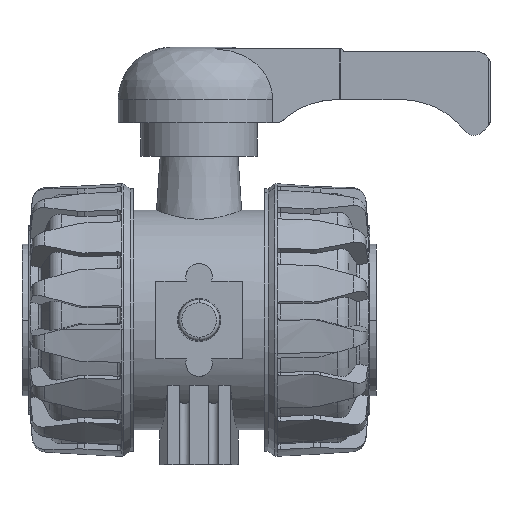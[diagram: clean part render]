
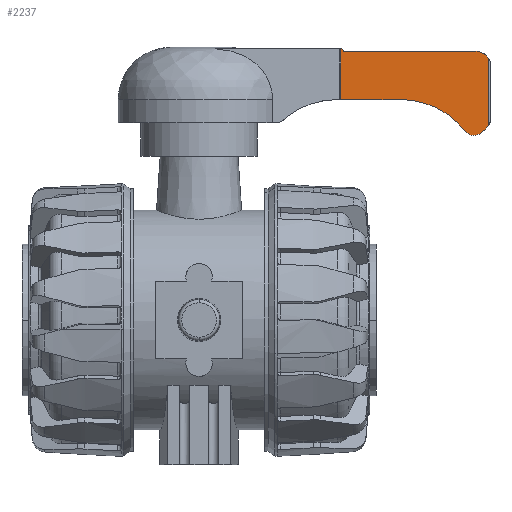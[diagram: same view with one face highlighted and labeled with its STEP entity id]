
A CAD part, front view. The second image highlights one B-rep face of the part: STEP entity #2237.
In plain terms, the highlighted planar face has unit normal (0, -1, 0).
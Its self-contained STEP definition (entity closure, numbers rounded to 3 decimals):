
#2237=ADVANCED_FACE('',(#4464),#4465,.F.);
#4464=FACE_OUTER_BOUND('',#6885,.T.);
#4465=PLANE('',#6886);
#6885=EDGE_LOOP('',(#13563,#13564,#13565,#13566,#13567,#13568,#13569,#13570,#13571,#13572,#13573,#13574,#13575));
#6886=AXIS2_PLACEMENT_3D('',#13576,#13577,#13578);
#13563=ORIENTED_EDGE('',*,*,#16324,.F.);
#13564=ORIENTED_EDGE('',*,*,#16325,.F.);
#13565=ORIENTED_EDGE('',*,*,#16326,.F.);
#13566=ORIENTED_EDGE('',*,*,#16327,.F.);
#13567=ORIENTED_EDGE('',*,*,#16328,.F.);
#13568=ORIENTED_EDGE('',*,*,#16329,.F.);
#13569=ORIENTED_EDGE('',*,*,#16277,.F.);
#13570=ORIENTED_EDGE('',*,*,#16322,.F.);
#13571=ORIENTED_EDGE('',*,*,#16330,.F.);
#13572=ORIENTED_EDGE('',*,*,#16331,.F.);
#13573=ORIENTED_EDGE('',*,*,#16332,.F.);
#13574=ORIENTED_EDGE('',*,*,#16333,.F.);
#13575=ORIENTED_EDGE('',*,*,#16284,.T.);
#13576=CARTESIAN_POINT('',(85.14,-16.026,-20.));
#13577=DIRECTION('',(0.0,1.0,0.0));
#13578=DIRECTION('',(1.0,0.0,-0.0));
#16277=EDGE_CURVE('',#20143,#20145,#20146,.T.);
#16284=EDGE_CURVE('',#20158,#20155,#20159,.T.);
#16322=EDGE_CURVE('',#20215,#20143,#20217,.T.);
#16324=EDGE_CURVE('',#20219,#20155,#20220,.T.);
#16325=EDGE_CURVE('',#20221,#20219,#20222,.T.);
#16326=EDGE_CURVE('',#20223,#20221,#20224,.T.);
#16327=EDGE_CURVE('',#20225,#20223,#20226,.T.);
#16328=EDGE_CURVE('',#20227,#20225,#20228,.T.);
#16329=EDGE_CURVE('',#20145,#20227,#20229,.T.);
#16330=EDGE_CURVE('',#20230,#20215,#20231,.T.);
#16331=EDGE_CURVE('',#20232,#20230,#20233,.T.);
#16332=EDGE_CURVE('',#20234,#20232,#20235,.T.);
#16333=EDGE_CURVE('',#20158,#20234,#20236,.T.);
#20143=VERTEX_POINT('',#30653);
#20145=VERTEX_POINT('',#30656);
#20146=LINE('',#30657,#30658);
#20155=VERTEX_POINT('',#30670);
#20158=VERTEX_POINT('',#30682);
#20159=LINE('',#30683,#30684);
#20215=VERTEX_POINT('',#30786);
#20217=LINE('',#30789,#30790);
#20219=VERTEX_POINT('',#30792);
#20220=CIRCLE('',#30793,10.0);
#20221=VERTEX_POINT('',#30794);
#20222=CIRCLE('',#30795,0.894);
#20223=VERTEX_POINT('',#30796);
#20224=CIRCLE('',#30797,10.0);
#20225=VERTEX_POINT('',#30798);
#20226=LINE('',#30799,#30800);
#20227=VERTEX_POINT('',#30801);
#20228=LINE('',#30802,#30803);
#20229=CIRCLE('',#30804,1.0);
#20230=VERTEX_POINT('',#30805);
#20231=LINE('',#30806,#30807);
#20232=VERTEX_POINT('',#30808);
#20233=CIRCLE('',#30809,50.0);
#20234=VERTEX_POINT('',#30810);
#20235=CIRCLE('',#30811,6.584);
#20236=CIRCLE('',#30812,15.0);
#30653=CARTESIAN_POINT('',(85.14,-16.026,44.49));
#30656=CARTESIAN_POINT('',(85.6,-16.026,44.49));
#30657=CARTESIAN_POINT('',(85.14,-16.026,44.49));
#30658=VECTOR('',#33660,0.46);
#30670=CARTESIAN_POINT('',(173.964,-16.026,38.819));
#30682=CARTESIAN_POINT('',(173.964,-16.026,-1.803));
#30683=CARTESIAN_POINT('',(173.964,-16.026,-1.803));
#30684=VECTOR('',#33667,40.622);
#30786=CARTESIAN_POINT('',(85.14,-16.026,14.));
#30789=CARTESIAN_POINT('',(85.14,-16.026,14.));
#30790=VECTOR('',#33714,30.49);
#30792=CARTESIAN_POINT('',(172.026,-16.026,40.847));
#30793=AXIS2_PLACEMENT_3D('',#33715,#33716,#33717);
#30794=CARTESIAN_POINT('',(171.098,-16.026,41.495));
#30795=AXIS2_PLACEMENT_3D('',#33718,#33719,#33720);
#30796=CARTESIAN_POINT('',(165.839,-16.026,42.99));
#30797=AXIS2_PLACEMENT_3D('',#33721,#33722,#33723);
#30798=CARTESIAN_POINT('',(86.6,-16.026,42.99));
#30799=CARTESIAN_POINT('',(86.6,-16.026,42.99));
#30800=VECTOR('',#33724,79.239);
#30801=CARTESIAN_POINT('',(86.6,-16.026,43.49));
#30802=CARTESIAN_POINT('',(86.6,-16.026,43.49));
#30803=VECTOR('',#33725,0.5);
#30804=AXIS2_PLACEMENT_3D('',#33726,#33727,#33728);
#30805=CARTESIAN_POINT('',(120.923,-16.026,14.));
#30806=CARTESIAN_POINT('',(120.923,-16.026,14.));
#30807=VECTOR('',#33729,35.783);
#30808=CARTESIAN_POINT('',(160.176,-16.026,-5.029));
#30809=AXIS2_PLACEMENT_3D('',#33730,#33731,#33732);
#30810=CARTESIAN_POINT('',(168.389,-16.026,-6.857));
#30811=AXIS2_PLACEMENT_3D('',#33733,#33734,#33735);
#30812=AXIS2_PLACEMENT_3D('',#33736,#33737,#33738);
#33660=DIRECTION('',(1.0,0.0,0.0));
#33667=DIRECTION('',(0.0,0.0,1.0));
#33714=DIRECTION('',(0.0,0.0,1.0));
#33715=CARTESIAN_POINT('',(165.839,-16.026,32.99));
#33716=DIRECTION('',(0.0,1.0,0.0));
#33717=DIRECTION('',(-1.0,0.0,0.0));
#33718=CARTESIAN_POINT('',(171.165,-16.026,40.604));
#33719=DIRECTION('',(0.0,1.0,0.0));
#33720=DIRECTION('',(-1.0,0.0,0.0));
#33721=CARTESIAN_POINT('',(165.839,-16.026,32.99));
#33722=DIRECTION('',(0.0,1.0,0.0));
#33723=DIRECTION('',(-1.0,0.0,0.0));
#33724=DIRECTION('',(1.0,0.0,0.0));
#33725=DIRECTION('',(0.0,0.0,-1.0));
#33726=CARTESIAN_POINT('',(85.6,-16.026,43.49));
#33727=DIRECTION('',(0.0,1.0,0.0));
#33728=DIRECTION('',(-1.0,0.0,0.0));
#33729=DIRECTION('',(-1.0,0.0,0.0));
#33730=CARTESIAN_POINT('',(120.923,-16.026,-36.0));
#33731=DIRECTION('',(0.0,-1.0,0.0));
#33732=DIRECTION('',(-1.0,0.0,0.0));
#33733=CARTESIAN_POINT('',(165.383,-16.026,-1.));
#33734=DIRECTION('',(0.0,1.0,0.0));
#33735=DIRECTION('',(-1.0,0.0,0.0));
#33736=CARTESIAN_POINT('',(161.424,-16.026,6.428));
#33737=DIRECTION('',(0.0,1.0,0.0));
#33738=DIRECTION('',(-1.0,0.0,0.0));
